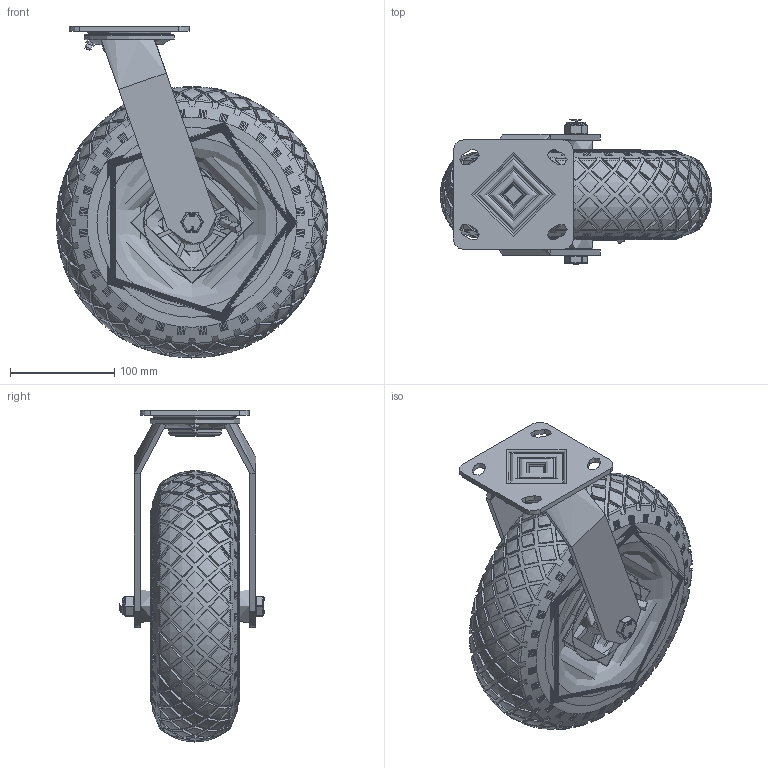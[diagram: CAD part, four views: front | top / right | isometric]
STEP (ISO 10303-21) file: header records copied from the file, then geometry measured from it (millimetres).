
FILE_DESCRIPTION(/* description */ (''),/* implementation_level */ '2;1');
FILE_NAME(/* name */ 'BZFPC260PP.step',/* time_stamp */ '2024-10-02T09:08:48+01:00',/* author */ (''),/* organization */ (''),/* preprocessor_version */ 'ST-DEVELOPER v20',/* originating_system */ 'Autodesk Translation Framework v13.20.0.188',/* authorisation */ '');
FILE_SCHEMA (('AUTOMOTIVE_DESIGN { 1 0 10303 214 3 1 1 }'));
Products named in the file (33): BZFPC260PP; BZFPC260AS v1; FABRICATED STEEL TOP PLATE; FABRICATED STEEL FORKS; FABRICATED STEEL FORKS Geometry; GREASE NIPPLE; BZWPP260204D v1; TYRETUBE2604D; PNEUMATIC TYRE & INNER TUBE; TYRE; VALVE; CAP; INNER TUBE; RIM300X4PLRED20X76; POLYPROPYLENE RIM; TUBEM20X105 v1; ZINC PLATED TUBE; WP20X40X2 v1; NYLON WASHER; Component1; WP20X40X2 v1 (1); NYLON WASHER (1); Component1 (1); WM20X32X13 v1; ZINC PLATED WASHER; WM20X32X13 v1 (1); ZINC PLATED WASHER (1); BOLTM12X130Z8.8 v2; ZINC PLATED BOLT; NYLOCM12Z v1; NYLOC NUT; NUT; RUBBER
Assembly tree (32 placements, depth 5):
  BZFPC260PP
    BZFPC260AS v1
      FABRICATED STEEL TOP PLATE
      FABRICATED STEEL FORKS
        FABRICATED STEEL FORKS Geometry
        GREASE NIPPLE
    BZWPP260204D v1
      TYRETUBE2604D
        PNEUMATIC TYRE & INNER TUBE
          TYRE
          VALVE
          CAP
          INNER TUBE
      RIM300X4PLRED20X76
        POLYPROPYLENE RIM
    TUBEM20X105 v1
      ZINC PLATED TUBE
    WP20X40X2 v1
      NYLON WASHER
        Component1
    WP20X40X2 v1 (1)
      NYLON WASHER (1)
        Component1 (1)
    WM20X32X13 v1
      ZINC PLATED WASHER
    WM20X32X13 v1 (1)
      ZINC PLATED WASHER (1)
    BOLTM12X130Z8.8 v2
      ZINC PLATED BOLT
    NYLOCM12Z v1
      NYLOC NUT
        NUT
        RUBBER
Bounding box: 260 x 138.3 x 318 mm (x, y, z)
Volume: 3400232.4 mm3; surface area: 621541.9 mm2
Topology: 17 solids, 17 shells, 2680 faces, 7262 edges, 4814 vertices
Faces by surface type: bspline 1566, torus 333, cylinder 276, cone 264, plane 225, sphere 16
Full cylindrical faces by diameter (mm): 0.796 x2, 7.5 x3, 9 x1, 9.836 x23, 10 x1, 11 x2, 11.834 x23, 12 x3, 12.5 x1, 13 x2, 14 x2, 15 x1, 17.25 x1, 18.5 x1, 19 x1, 19.9 x1, 20.2 x1, 21 x5, 22 x1, 29.799 x1, 32 x2, 37.5 x2, 43.5 x2, 50.5 x1, 66 x1, 80 x1, 86 x1, 93 x2, 98.5 x2, 114 x1
Entity records: 370553 total; most frequent: CARTESIAN_POINT 312168, ORIENTED_EDGE 14522, DIRECTION 7864, EDGE_CURVE 7261, VERTEX_POINT 4814, B_SPLINE_CURVE_WITH_KNOTS 3574, AXIS2_PLACEMENT_3D 3003, EDGE_LOOP 2917
